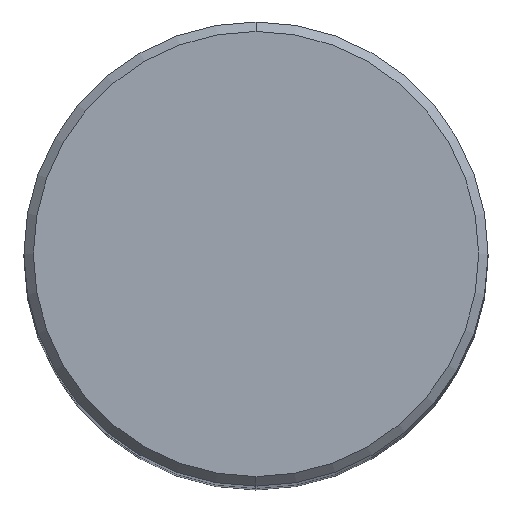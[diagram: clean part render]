
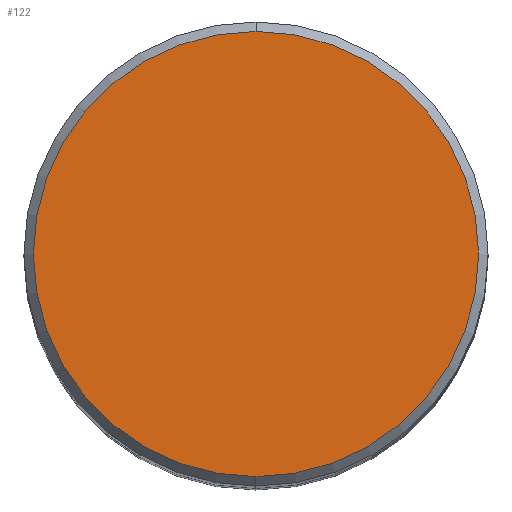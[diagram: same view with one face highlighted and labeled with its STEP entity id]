
A CAD part, top view. The second image highlights one B-rep face of the part: STEP entity #122.
In plain terms, the highlighted planar face has unit normal (0, 0, 1).
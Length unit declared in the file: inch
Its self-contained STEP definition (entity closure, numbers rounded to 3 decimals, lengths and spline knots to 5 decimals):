
#5 = AXIS2_PLACEMENT_3D ( 'NONE', #414, #125, #126 ) ;
#16 = ORIENTED_EDGE ( 'NONE', *, *, #57, .T. ) ;
#30 = VERTEX_POINT ( 'NONE', #165 ) ;
#57 = EDGE_CURVE ( 'NONE', #30, #320, #66, .T. ) ;
#66 = CIRCLE ( 'NONE', #5, 0.47215 ) ;
#74 = DIRECTION ( 'NONE',  ( 0., 0., -1. ) ) ;
#80 = AXIS2_PLACEMENT_3D ( 'NONE', #362, #283, #176 ) ;
#120 = EDGE_LOOP ( 'NONE', ( #325, #16 ) ) ;
#122 = ADVANCED_FACE ( 'NONE', ( #172 ), #331, .F. ) ;
#125 = DIRECTION ( 'NONE',  ( 0., 0., 1. ) ) ;
#126 = DIRECTION ( 'NONE',  ( 0., -1., 0. ) ) ;
#133 = CARTESIAN_POINT ( 'NONE',  ( 0., 0.47215, 0. ) ) ;
#165 = CARTESIAN_POINT ( 'NONE',  ( 0., -0.47215, 0. ) ) ;
#171 = CARTESIAN_POINT ( 'NONE',  ( 0., 0.47215, 0. ) ) ;
#172 = FACE_OUTER_BOUND ( 'NONE', #120, .T. ) ;
#176 = DIRECTION ( 'NONE',  ( 0., -1., 0. ) ) ;
#178 = CIRCLE ( 'NONE', #80, 0.47215 ) ;
#249 = AXIS2_PLACEMENT_3D ( 'NONE', #133, #74, #298 ) ;
#283 = DIRECTION ( 'NONE',  ( 0., 0., 1. ) ) ;
#298 = DIRECTION ( 'NONE',  ( 0., 1., 0. ) ) ;
#320 = VERTEX_POINT ( 'NONE', #171 ) ;
#325 = ORIENTED_EDGE ( 'NONE', *, *, #356, .T. ) ;
#331 = PLANE ( 'NONE',  #249 ) ;
#356 = EDGE_CURVE ( 'NONE', #320, #30, #178, .T. ) ;
#362 = CARTESIAN_POINT ( 'NONE',  ( 0., 0., 0. ) ) ;
#414 = CARTESIAN_POINT ( 'NONE',  ( 0., 0., 0. ) ) ;
